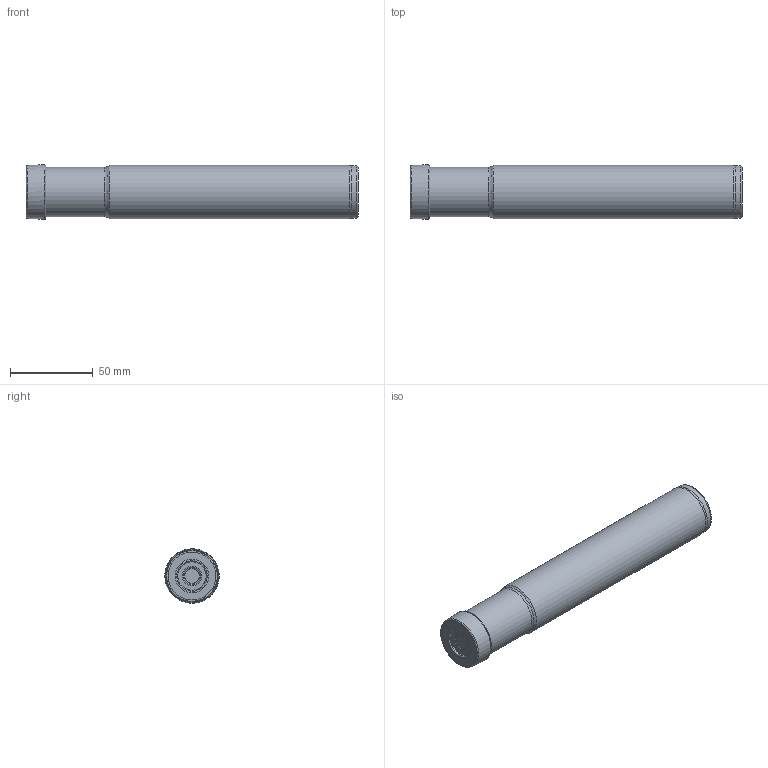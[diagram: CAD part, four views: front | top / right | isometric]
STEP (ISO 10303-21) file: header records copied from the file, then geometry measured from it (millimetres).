
FILE_DESCRIPTION(/* description */ (''),/* implementation_level */ '2;1');
FILE_NAME(/* name */ 'AEM90-AN11-D32-C32-L200-Z03.stp',/* time_stamp */ '2023-10-03T10:55:10+03:00',/* author */ (''),/* organization */ (''),/* preprocessor_version */ 'ST-DEVELOPER v19.4',/* originating_system */ 'SIEMENS PLM Software NX2306.3001',/* authorisation */ '');
FILE_SCHEMA (('AUTOMOTIVE_DESIGN { 1 0 10303 214 3 1 1 1 }'));
Length unit declared in the file: millimetre
Products named in the file (1): AEM90-AN11-D32-C32-L200-Z03
Bounding box: 200.06 x 32.81 x 32.82 mm (x, y, z)
Volume: 161378.1 mm3; surface area: 24006.3 mm2
Topology: 2 solids, 2 shells, 34 faces, 79 edges, 49 vertices
Faces by surface type: revolution 16, torus 7, plane 4, cone 4, cylinder 3
Full cylindrical faces by diameter (mm): 29.8 x1, 31.5 x1, 32 x1
Entity records: 888 total; most frequent: DIRECTION 142, CARTESIAN_POINT 117, EDGE_LOOP 66, ORIENTED_EDGE 66, FACE_BOUND 64, AXIS2_PLACEMENT_3D 58, CIRCLE 35, ADVANCED_FACE 34
